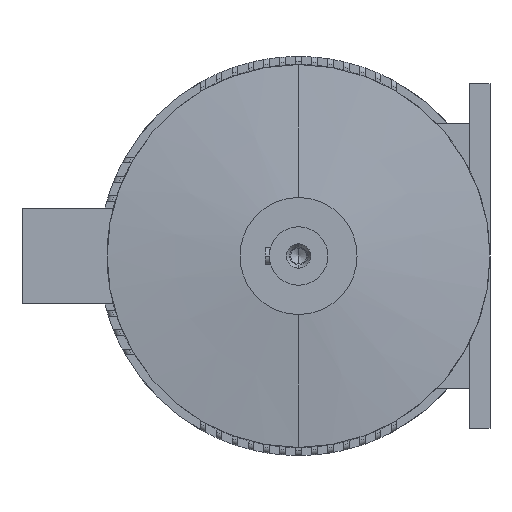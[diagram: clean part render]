
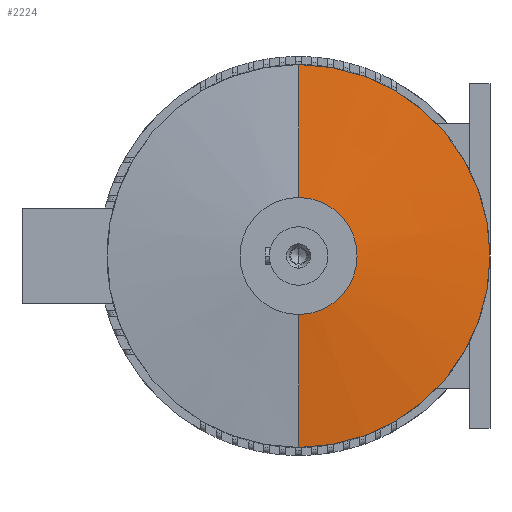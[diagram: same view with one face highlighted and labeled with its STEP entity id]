
A CAD part, left-side view. The second image highlights one B-rep face of the part: STEP entity #2224.
In plain terms, the highlighted conical face has half-angle 83.836 degrees and reference radius 180 mm.
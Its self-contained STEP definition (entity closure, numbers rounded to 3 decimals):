
#24 = EDGE_LOOP ( 'NONE', ( #10293, #10292, #10291, #10290 ) ) ;
#688 = DIRECTION ( 'NONE',  ( 0., 0., 1. ) ) ;
#690 = DIRECTION ( 'NONE',  ( -1., 0., 0. ) ) ;
#697 = CARTESIAN_POINT ( 'NONE',  ( 146.6, 0., 0. ) ) ;
#725 = DIRECTION ( 'NONE',  ( 0., 0., 1. ) ) ;
#727 = DIRECTION ( 'NONE',  ( -1., 0., 0. ) ) ;
#755 = CARTESIAN_POINT ( 'NONE',  ( 160.1, 0., 0. ) ) ;
#2224 = ADVANCED_FACE ( 'NONE', ( #10633 ), #10642, .T. ) ;
#2607 = EDGE_CURVE ( 'NONE', #3895, #3888, #3142, .T. ) ;
#2610 = EDGE_CURVE ( 'NONE', #3875, #3873, #3146, .T. ) ;
#3142 = CIRCLE ( 'NONE', #5928, 180. ) ;
#3146 = CIRCLE ( 'NONE', #5929, 55. ) ;
#3873 = VERTEX_POINT ( 'NONE', #7007 ) ;
#3875 = VERTEX_POINT ( 'NONE', #6999 ) ;
#3888 = VERTEX_POINT ( 'NONE', #6940 ) ;
#3895 = VERTEX_POINT ( 'NONE', #6916 ) ;
#5084 = DIRECTION ( 'NONE',  ( 1., 0., 0. ) ) ;
#5085 = CARTESIAN_POINT ( 'NONE',  ( 160.1, 0., 0. ) ) ;
#5093 = DIRECTION ( 'NONE',  ( 0., 0., -1. ) ) ;
#5515 = EDGE_CURVE ( 'NONE', #3875, #3895, #9488, .T. ) ;
#5520 = EDGE_CURVE ( 'NONE', #3873, #3888, #9501, .T. ) ;
#5675 = AXIS2_PLACEMENT_3D ( 'NONE', #5085, #5084, #5093 ) ;
#5928 = AXIS2_PLACEMENT_3D ( 'NONE', #755, #727, #725 ) ;
#5929 = AXIS2_PLACEMENT_3D ( 'NONE', #697, #690, #688 ) ;
#6350 = DIRECTION ( 'NONE',  ( 0.107, 0., 0.994 ) ) ;
#6352 = CARTESIAN_POINT ( 'NONE',  ( 160.1, 0., 180. ) ) ;
#6366 = DIRECTION ( 'NONE',  ( 0.107, 0., -0.994 ) ) ;
#6367 = CARTESIAN_POINT ( 'NONE',  ( 160.1, 0., -180. ) ) ;
#6916 = CARTESIAN_POINT ( 'NONE',  ( 160.1, 0., -180. ) ) ;
#6940 = CARTESIAN_POINT ( 'NONE',  ( 160.1, 0., 180. ) ) ;
#6999 = CARTESIAN_POINT ( 'NONE',  ( 146.6, 0., -55. ) ) ;
#7007 = CARTESIAN_POINT ( 'NONE',  ( 146.6, 0., 55. ) ) ;
#9488 = LINE ( 'NONE', #6367, #9492 ) ;
#9492 = VECTOR ( 'NONE', #6366, 1000. ) ;
#9501 = LINE ( 'NONE', #6352, #9502 ) ;
#9502 = VECTOR ( 'NONE', #6350, 1000. ) ;
#10290 = ORIENTED_EDGE ( 'NONE', *, *, #2607, .T. ) ;
#10291 = ORIENTED_EDGE ( 'NONE', *, *, #5515, .T. ) ;
#10292 = ORIENTED_EDGE ( 'NONE', *, *, #2610, .F. ) ;
#10293 = ORIENTED_EDGE ( 'NONE', *, *, #5520, .F. ) ;
#10633 = FACE_OUTER_BOUND ( 'NONE', #24, .T. ) ;
#10642 = CONICAL_SURFACE ( 'NONE', #5675, 180., 1.463 ) ;
